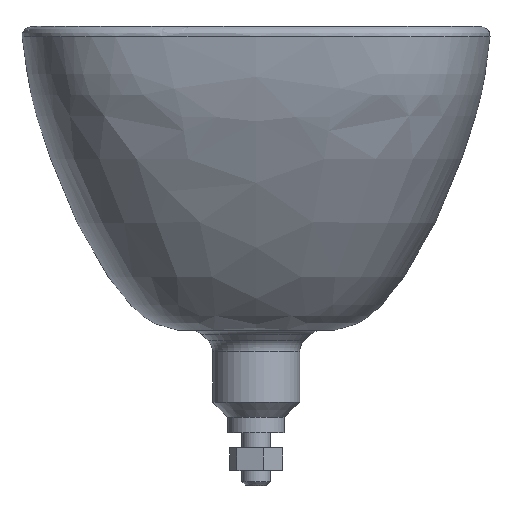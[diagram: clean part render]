
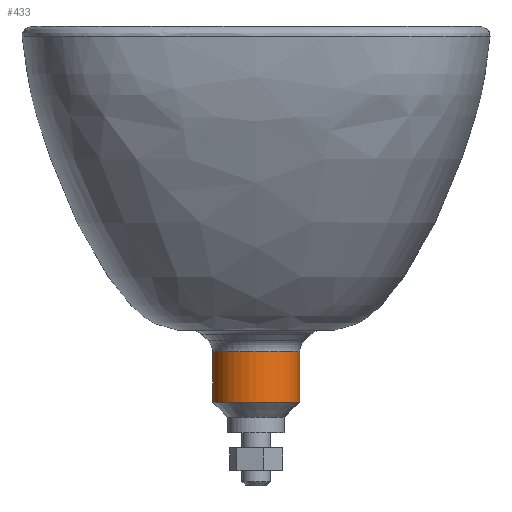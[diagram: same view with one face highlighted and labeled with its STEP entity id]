
A CAD part, top view. The second image highlights one B-rep face of the part: STEP entity #433.
In plain terms, the highlighted cylindrical face has radius 14.605 mm (diameter 29.21 mm), a full revolution.
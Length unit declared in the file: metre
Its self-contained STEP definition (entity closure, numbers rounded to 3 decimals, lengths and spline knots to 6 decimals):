
#63=CYLINDRICAL_SURFACE('',#474,0.014605);
#71=CIRCLE('',#473,0.014605);
#72=CIRCLE('',#475,0.014605);
#142=ORIENTED_EDGE('',*,*,#223,.T.);
#143=ORIENTED_EDGE('',*,*,#222,.T.);
#222=EDGE_CURVE('',#270,#270,#71,.T.);
#223=EDGE_CURVE('',#271,#271,#72,.F.);
#270=VERTEX_POINT('',#3967);
#271=VERTEX_POINT('',#3970);
#336=EDGE_LOOP('',(#142));
#337=EDGE_LOOP('',(#143));
#382=FACE_BOUND('',#336,.T.);
#383=FACE_BOUND('',#337,.T.);
#433=ADVANCED_FACE('',(#382,#383),#63,.T.);
#473=AXIS2_PLACEMENT_3D('',#3966,#521,#522);
#474=AXIS2_PLACEMENT_3D('',#3968,#523,#524);
#475=AXIS2_PLACEMENT_3D('',#3969,#525,#526);
#521=DIRECTION('',(0.,1.,0.));
#522=DIRECTION('',(0.,0.,1.));
#523=DIRECTION('',(0.,-1.,0.));
#524=DIRECTION('',(0.,0.,-1.));
#525=DIRECTION('',(0.,1.,0.));
#526=DIRECTION('',(0.,0.,1.));
#3966=CARTESIAN_POINT('',(-0.417285,0.351765,0.87217));
#3967=CARTESIAN_POINT('',(-0.417285,0.351765,0.886775));
#3968=CARTESIAN_POINT('',(-0.417285,0.370815,0.87217));
#3969=CARTESIAN_POINT('',(-0.417285,0.368711,0.87217));
#3970=CARTESIAN_POINT('',(-0.417285,0.368711,0.886775));
